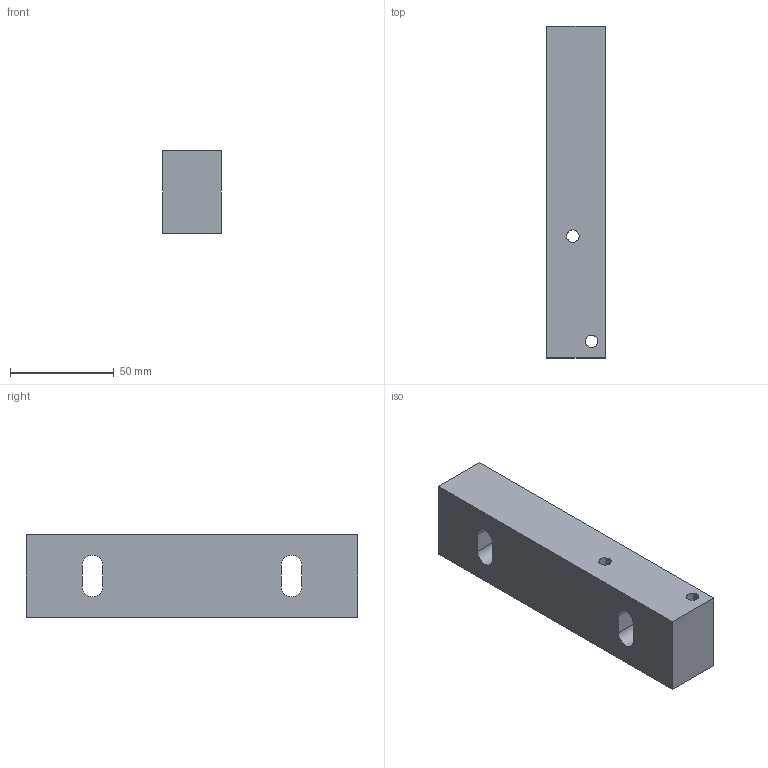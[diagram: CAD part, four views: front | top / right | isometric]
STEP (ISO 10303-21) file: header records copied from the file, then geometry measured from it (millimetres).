
FILE_DESCRIPTION(('CATIA V5 STEP Exchange'),'2;1');
FILE_NAME('support_palier_17.stp','2017-02-26T19:26:24+00:00',('none'),('none'),'CATIA Version 5 Release 20 GA (IN-10)','CATIA V5 STEP AP203','none');
FILE_SCHEMA(('CONFIG_CONTROL_DESIGN'));
Length unit declared in the file: millimetre
Products named in the file (1): support_palier_17
Bounding box: 28.1 x 160 x 40 mm (x, y, z)
Volume: 165808.4 mm3; surface area: 28018.7 mm2
Topology: 1 solids, 1 shells, 24 faces, 60 edges, 40 vertices
Faces by surface type: plane 12, cylinder 12
Entity records: 737 total; most frequent: CARTESIAN_POINT 120, ORIENTED_EDGE 120, DIRECTION 98, EDGE_CURVE 60, AXIS2_PLACEMENT_3D 44, VERTEX_POINT 40, VECTOR 36, LINE 36
